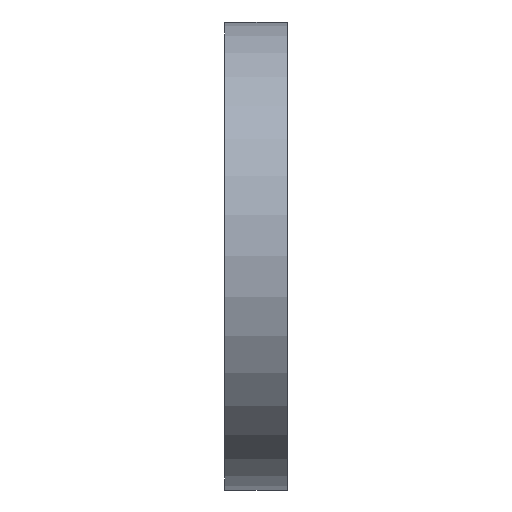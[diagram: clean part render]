
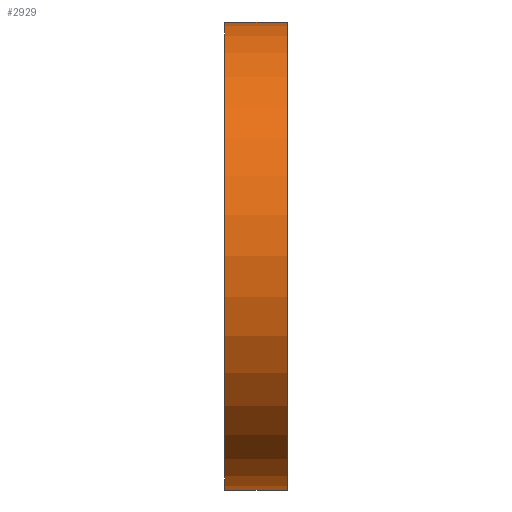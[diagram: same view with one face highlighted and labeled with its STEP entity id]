
A CAD part, left-side view. The second image highlights one B-rep face of the part: STEP entity #2929.
In plain terms, the highlighted cylindrical face has radius 7.5 mm (diameter 15 mm), a partial arc.
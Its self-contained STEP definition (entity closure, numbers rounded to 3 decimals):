
#84 = DIRECTION ( 'NONE',  ( 0., 1., 0. ) ) ;
#322 = EDGE_CURVE ( 'NONE', #13591, #2069, #11123, .T. ) ;
#696 = DIRECTION ( 'NONE',  ( 0., 1., 0. ) ) ;
#735 = DIRECTION ( 'NONE',  ( 0., 1., 0. ) ) ;
#1044 = VECTOR ( 'NONE', #6034, 1000. ) ;
#1678 = VERTEX_POINT ( 'NONE', #2781 ) ;
#1695 = DIRECTION ( 'NONE',  ( 0., 0., 1. ) ) ;
#2069 = VERTEX_POINT ( 'NONE', #3947 ) ;
#2232 = DIRECTION ( 'NONE',  ( 0., 1., 0. ) ) ;
#2781 = CARTESIAN_POINT ( 'NONE',  ( 7.5, -2., -15. ) ) ;
#2929 = ADVANCED_FACE ( 'NONE', ( #9619 ), #7205, .T. ) ;
#3947 = CARTESIAN_POINT ( 'NONE',  ( 7.5, 0., 0. ) ) ;
#5781 = CARTESIAN_POINT ( 'NONE',  ( 7.5, -2., -7.5 ) ) ;
#5830 = CARTESIAN_POINT ( 'NONE',  ( 7.5, -2., -15. ) ) ;
#6034 = DIRECTION ( 'NONE',  ( 0., 1., 0. ) ) ;
#6333 = AXIS2_PLACEMENT_3D ( 'NONE', #12758, #2232, #12823 ) ;
#6636 = ORIENTED_EDGE ( 'NONE', *, *, #322, .T. ) ;
#6897 = EDGE_CURVE ( 'NONE', #1678, #13591, #13320, .T. ) ;
#7084 = AXIS2_PLACEMENT_3D ( 'NONE', #9065, #84, #15468 ) ;
#7205 = CYLINDRICAL_SURFACE ( 'NONE', #11019, 7.5 ) ;
#7272 = VERTEX_POINT ( 'NONE', #7475 ) ;
#7475 = CARTESIAN_POINT ( 'NONE',  ( 7.5, 0., -15. ) ) ;
#7605 = ORIENTED_EDGE ( 'NONE', *, *, #10511, .F. ) ;
#8884 = EDGE_LOOP ( 'NONE', ( #7605, #13122, #13403, #6636 ) ) ;
#8976 = EDGE_CURVE ( 'NONE', #1678, #7272, #15469, .T. ) ;
#9065 = CARTESIAN_POINT ( 'NONE',  ( 7.5, 0., -7.5 ) ) ;
#9619 = FACE_OUTER_BOUND ( 'NONE', #8884, .T. ) ;
#10511 = EDGE_CURVE ( 'NONE', #7272, #2069, #16434, .T. ) ;
#11019 = AXIS2_PLACEMENT_3D ( 'NONE', #5781, #696, #1695 ) ;
#11123 = LINE ( 'NONE', #13850, #1044 ) ;
#12758 = CARTESIAN_POINT ( 'NONE',  ( 7.5, -2., -7.5 ) ) ;
#12823 = DIRECTION ( 'NONE',  ( 0., 0., 1. ) ) ;
#13122 = ORIENTED_EDGE ( 'NONE', *, *, #8976, .F. ) ;
#13320 = CIRCLE ( 'NONE', #6333, 7.5 ) ;
#13403 = ORIENTED_EDGE ( 'NONE', *, *, #6897, .T. ) ;
#13591 = VERTEX_POINT ( 'NONE', #16025 ) ;
#13850 = CARTESIAN_POINT ( 'NONE',  ( 7.5, -2., 0. ) ) ;
#15468 = DIRECTION ( 'NONE',  ( 0., 0., 1. ) ) ;
#15469 = LINE ( 'NONE', #5830, #15853 ) ;
#15853 = VECTOR ( 'NONE', #735, 1000. ) ;
#16025 = CARTESIAN_POINT ( 'NONE',  ( 7.5, -2., 0. ) ) ;
#16434 = CIRCLE ( 'NONE', #7084, 7.5 ) ;
